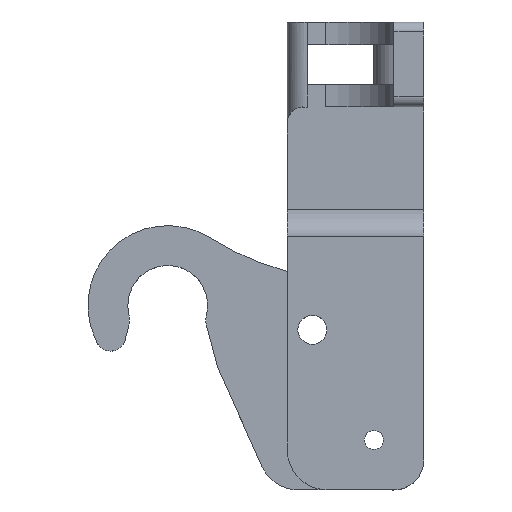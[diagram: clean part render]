
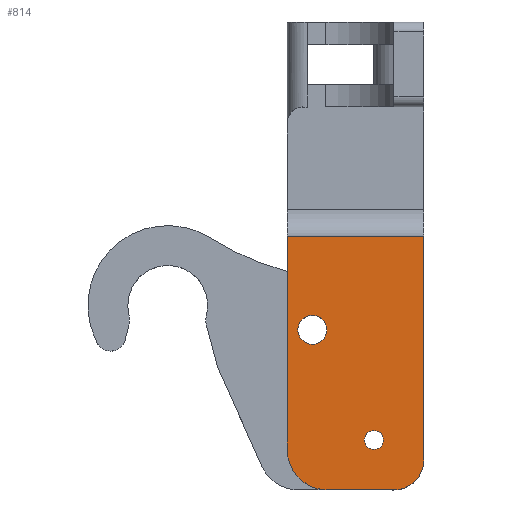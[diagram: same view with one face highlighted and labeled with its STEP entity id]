
A CAD part, top view. The second image highlights one B-rep face of the part: STEP entity #814.
In plain terms, the highlighted planar face has unit normal (0, 0, 1).
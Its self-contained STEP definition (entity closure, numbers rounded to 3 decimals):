
#15=FACE_BOUND('',#109,.T.);
#16=FACE_BOUND('',#110,.T.);
#37=PLANE('',#883);
#67=FACE_OUTER_BOUND('',#108,.T.);
#108=EDGE_LOOP('',(#635,#636,#637,#638,#639,#640));
#109=EDGE_LOOP('',(#641));
#110=EDGE_LOOP('',(#642));
#179=LINE('',#1272,#261);
#188=LINE('',#1386,#270);
#189=LINE('',#1390,#271);
#190=LINE('',#1393,#272);
#261=VECTOR('',#1010,10.);
#270=VECTOR('',#1043,10.);
#271=VECTOR('',#1046,10.);
#272=VECTOR('',#1049,10.);
#317=CIRCLE('',#884,4.);
#318=CIRCLE('',#885,3.);
#319=CIRCLE('',#886,0.95);
#320=CIRCLE('',#887,1.45);
#375=VERTEX_POINT('',#1269);
#376=VERTEX_POINT('',#1271);
#389=VERTEX_POINT('',#1385);
#390=VERTEX_POINT('',#1387);
#391=VERTEX_POINT('',#1389);
#392=VERTEX_POINT('',#1391);
#393=VERTEX_POINT('',#1394);
#394=VERTEX_POINT('',#1396);
#467=EDGE_CURVE('',#376,#375,#179,.F.);
#487=EDGE_CURVE('',#376,#389,#188,.F.);
#488=EDGE_CURVE('',#390,#375,#317,.T.);
#489=EDGE_CURVE('',#391,#390,#189,.T.);
#490=EDGE_CURVE('',#392,#391,#318,.T.);
#491=EDGE_CURVE('',#392,#389,#190,.T.);
#492=EDGE_CURVE('',#393,#393,#319,.T.);
#493=EDGE_CURVE('',#394,#394,#320,.T.);
#635=ORIENTED_EDGE('',*,*,#487,.F.);
#636=ORIENTED_EDGE('',*,*,#467,.T.);
#637=ORIENTED_EDGE('',*,*,#488,.F.);
#638=ORIENTED_EDGE('',*,*,#489,.F.);
#639=ORIENTED_EDGE('',*,*,#490,.F.);
#640=ORIENTED_EDGE('',*,*,#491,.T.);
#641=ORIENTED_EDGE('',*,*,#492,.T.);
#642=ORIENTED_EDGE('',*,*,#493,.F.);
#814=ADVANCED_FACE('',(#67,#15,#16),#37,.F.);
#883=AXIS2_PLACEMENT_3D('',#1384,#1041,#1042);
#884=AXIS2_PLACEMENT_3D('',#1388,#1044,#1045);
#885=AXIS2_PLACEMENT_3D('',#1392,#1047,#1048);
#886=AXIS2_PLACEMENT_3D('',#1395,#1050,#1051);
#887=AXIS2_PLACEMENT_3D('',#1397,#1052,#1053);
#1010=DIRECTION('',(0.,1.,0.));
#1041=DIRECTION('center_axis',(0.,0.,
-1.));
#1042=DIRECTION('ref_axis',(0.,1.,0.));
#1043=DIRECTION('',(-1.,0.,0.));
#1044=DIRECTION('center_axis',(0.,0.,
-1.));
#1045=DIRECTION('ref_axis',(-0.707,-0.707,0.));
#1046=DIRECTION('',(-1.,0.,0.));
#1047=DIRECTION('center_axis',(0.,0.,
-1.));
#1048=DIRECTION('ref_axis',(0.707,-0.707,0.));
#1049=DIRECTION('',(0.,1.,0.));
#1050=DIRECTION('center_axis',(0.,0.,
-1.));
#1051=DIRECTION('ref_axis',(-1.,0.,0.));
#1052=DIRECTION('center_axis',(0.,0.,
1.));
#1053=DIRECTION('ref_axis',(-1.,0.,0.));
#1269=CARTESIAN_POINT('',(29.718,-15.162,-3.019));
#1271=CARTESIAN_POINT('',(29.718,6.246,-3.019));
#1272=CARTESIAN_POINT('',(29.718,-6.102,-3.019));
#1384=CARTESIAN_POINT('Origin',(14.218,-13.45,-3.019));
#1385=CARTESIAN_POINT('',(43.398,6.246,-3.019));
#1386=CARTESIAN_POINT('',(20.388,6.246,-3.019));
#1387=CARTESIAN_POINT('',(33.718,-19.162,-3.019));
#1388=CARTESIAN_POINT('Origin',(33.718,-15.162,-3.019));
#1389=CARTESIAN_POINT('',(40.398,-19.162,-3.019));
#1390=CARTESIAN_POINT('',(47.661,-19.162,-3.019));
#1391=CARTESIAN_POINT('',(43.398,-16.162,-3.019));
#1392=CARTESIAN_POINT('Origin',(40.398,-16.162,-3.019));
#1393=CARTESIAN_POINT('',(43.398,-10.099,-3.019));
#1394=CARTESIAN_POINT('',(39.348,-14.162,-3.019));
#1395=CARTESIAN_POINT('Origin',(38.398,-14.162,-3.019));
#1396=CARTESIAN_POINT('',(33.668,-3.104,-3.019));
#1397=CARTESIAN_POINT('Origin',(32.218,-3.104,-3.019));
